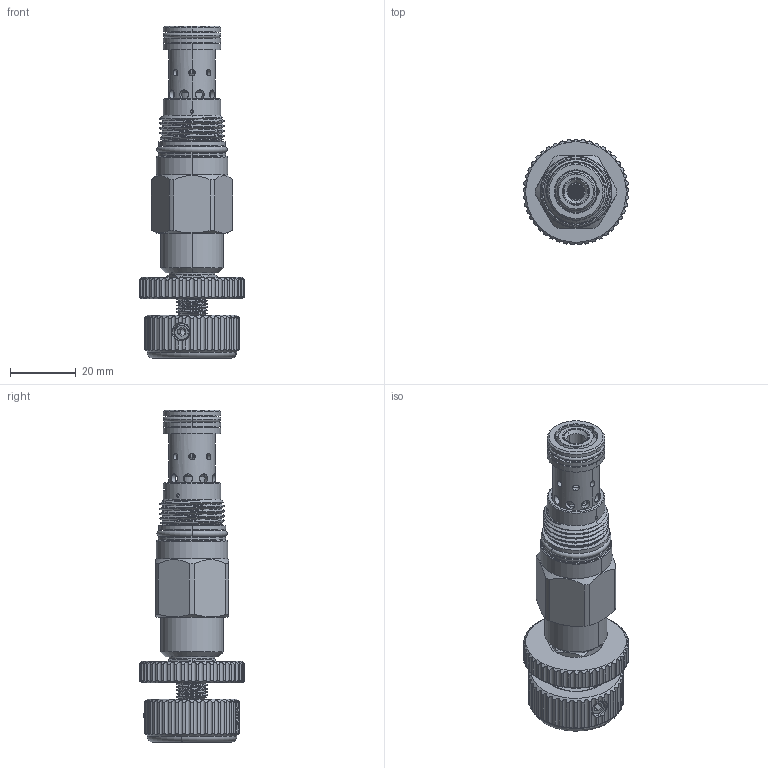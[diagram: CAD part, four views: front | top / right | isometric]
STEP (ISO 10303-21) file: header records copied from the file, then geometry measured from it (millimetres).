
FILE_DESCRIPTION (( 'STEP AP203' ), '1' );
FILE_NAME ('RC10A2G-K.STEP', '2020-03-24T02:57:02', ( '' ), ( '' ), 'SwSTEP 2.0', 'SolidWorks 2018', '' );
FILE_SCHEMA (( 'CONFIG_CONTROL_DESIGN' ));
Products named in the file (1): RC10A2G-K
Bounding box: 32.2 x 32.18 x 100.99 mm (x, y, z)
Volume: 32644.9 mm3; surface area: 19873.9 mm2
Topology: 15 solids, 15 shells, 1484 faces, 4133 edges, 2636 vertices
Faces by surface type: cylinder 920, plane 241, cone 147, torus 102, bspline 60, sphere 14
Entity records: 105011 total; most frequent: CARTESIAN_POINT 69333, ORIENTED_EDGE 8198, DIRECTION 6150, EDGE_CURVE 4099, VERTEX_POINT 2630, AXIS2_PLACEMENT_3D 2370, EDGE_LOOP 1937, B_SPLINE_CURVE_WITH_KNOTS 1558
